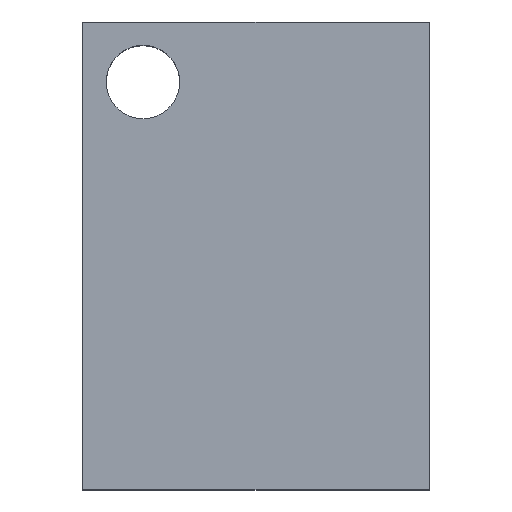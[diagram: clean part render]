
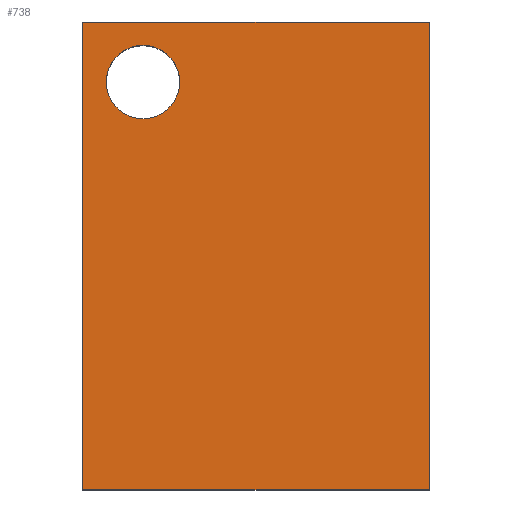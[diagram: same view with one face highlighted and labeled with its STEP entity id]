
A CAD part, top view. The second image highlights one B-rep face of the part: STEP entity #738.
In plain terms, the highlighted planar face has unit normal (0, 0, 1).
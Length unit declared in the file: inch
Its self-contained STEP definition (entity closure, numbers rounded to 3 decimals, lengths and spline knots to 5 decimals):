
#73=DIRECTION('',(0.,-1.,0.));
#74=VECTOR('',#73,2.188);
#75=CARTESIAN_POINT('',(0.,0.,1.25));
#76=LINE('',#75,#74);
#77=DIRECTION('',(-1.,0.,0.));
#78=VECTOR('',#77,1.62);
#79=CARTESIAN_POINT('',(1.62,0.,1.25));
#80=LINE('',#79,#78);
#81=DIRECTION('',(0.,1.,0.));
#82=VECTOR('',#81,2.188);
#83=CARTESIAN_POINT('',(1.62,-2.188,1.25));
#84=LINE('',#83,#82);
#85=DIRECTION('',(1.,0.,0.));
#86=VECTOR('',#85,1.62);
#87=CARTESIAN_POINT('',(0.,-2.188,1.25));
#88=LINE('',#87,#86);
#89=CARTESIAN_POINT('',(0.281,-0.281,1.25));
#90=DIRECTION('',(0.,0.,1.));
#91=DIRECTION('',(0.,1.,0.));
#92=AXIS2_PLACEMENT_3D('',#89,#90,#91);
#94=CARTESIAN_POINT('',(0.281,-0.281,1.25));
#95=DIRECTION('',(0.,0.,1.));
#96=DIRECTION('',(0.,-1.,0.));
#97=AXIS2_PLACEMENT_3D('',#94,#95,#96);
#531=CARTESIAN_POINT('',(0.,0.,1.25));
#532=CARTESIAN_POINT('',(0.,-2.188,1.25));
#533=VERTEX_POINT('',#531);
#534=VERTEX_POINT('',#532);
#535=CARTESIAN_POINT('',(1.62,-2.188,1.25));
#536=VERTEX_POINT('',#535);
#537=CARTESIAN_POINT('',(1.62,0.,1.25));
#538=VERTEX_POINT('',#537);
#543=CARTESIAN_POINT('',(0.281,-0.109,1.25));
#544=CARTESIAN_POINT('',(0.281,-0.453,1.25));
#545=VERTEX_POINT('',#543);
#546=VERTEX_POINT('',#544);
#721=CARTESIAN_POINT('',(0.,0.,1.25));
#722=DIRECTION('',(0.,0.,1.));
#723=DIRECTION('',(1.,0.,0.));
#724=AXIS2_PLACEMENT_3D('',#721,#722,#723);
#725=PLANE('',#724);
#726=ORIENTED_EDGE('',*,*,#655,.F.);
#727=ORIENTED_EDGE('',*,*,#676,.F.);
#728=ORIENTED_EDGE('',*,*,#696,.F.);
#729=ORIENTED_EDGE('',*,*,#709,.F.);
#730=EDGE_LOOP('',(#726,#727,#728,#729));
#731=FACE_OUTER_BOUND('',#730,.F.);
#733=ORIENTED_EDGE('',*,*,#732,.T.);
#735=ORIENTED_EDGE('',*,*,#734,.T.);
#736=EDGE_LOOP('',(#733,#735));
#737=FACE_BOUND('',#736,.F.);
#738=ADVANCED_FACE('',(#731,#737),#725,.T.);
#93=CIRCLE('',#92,0.172);
#98=CIRCLE('',#97,0.172);
#655=EDGE_CURVE('',#533,#534,#76,.T.);
#676=EDGE_CURVE('',#538,#533,#80,.T.);
#696=EDGE_CURVE('',#536,#538,#84,.T.);
#709=EDGE_CURVE('',#534,#536,#88,.T.);
#732=EDGE_CURVE('',#545,#546,#93,.T.);
#734=EDGE_CURVE('',#546,#545,#98,.T.);
